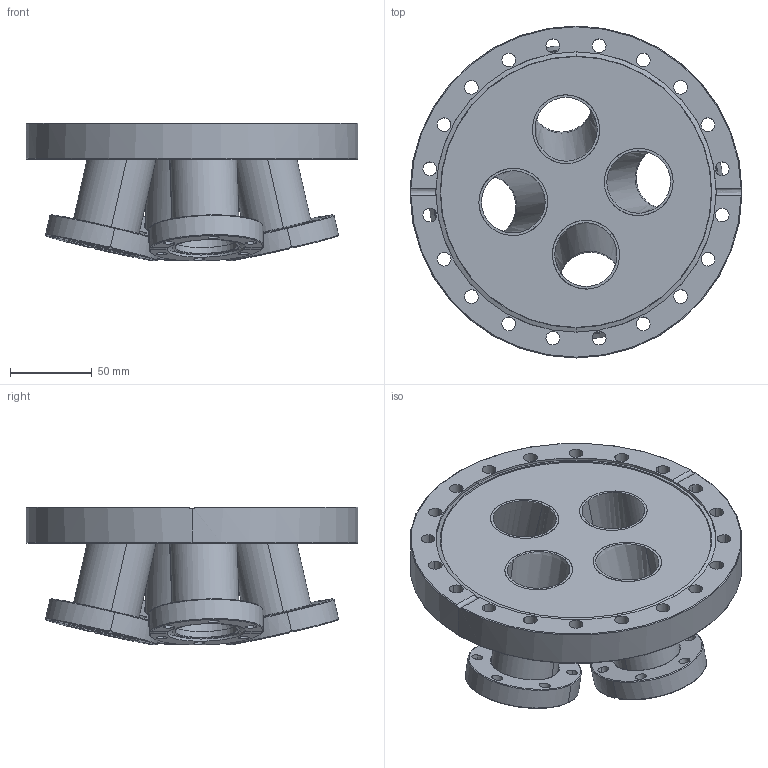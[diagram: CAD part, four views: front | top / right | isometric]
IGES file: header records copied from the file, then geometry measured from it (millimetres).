
Global section: file name: No Iges File Name specified; native system: AutoDesk Inventor R12.0; preprocessor: AutoDesk Inventor Iges Exporter R12.0; date: 20090430.160005; units: millimetre
Bounding box: 203 x 203 x 84.36 mm (x, y, z)
Volume: 720608.9 mm3; surface area: 207709.2 mm2
Topology: 9 solids, 9 shells, 238 faces, 626 edges, 410 vertices
Faces by surface type: bspline 93, revolution 57, plane 32, torus 28, cylinder 18, cone 10
